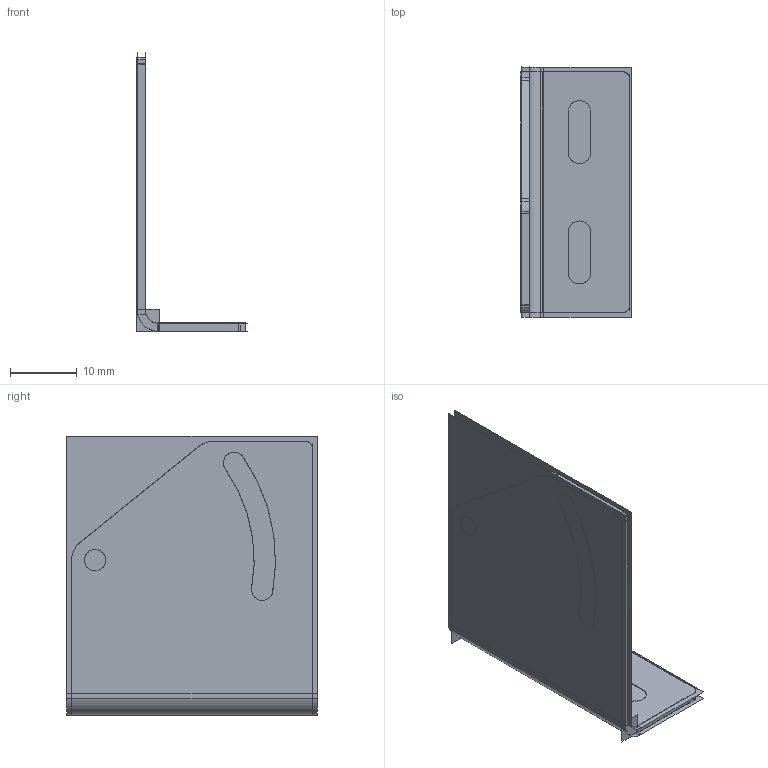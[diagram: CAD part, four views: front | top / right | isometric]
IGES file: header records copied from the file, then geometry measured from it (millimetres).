
Start section:  PTC IGES file: 207180.igs
Global section: file name: 207180.igs; native system: Creo Parametric by PTC Inc.; preprocessor: 2016260; author: pdmadmin; organization: Unknown; date: 20180613.081823; units: millimetre
Bounding box: 16.53 x 37.44 x 41.83 mm (x, y, z)
Volume: 2009.4 mm3; surface area: 15707.9 mm2
Topology: 1 solids, 1 shells, 68 faces, 346 edges, 436 vertices
Faces by surface type: bspline 34, revolution 34
